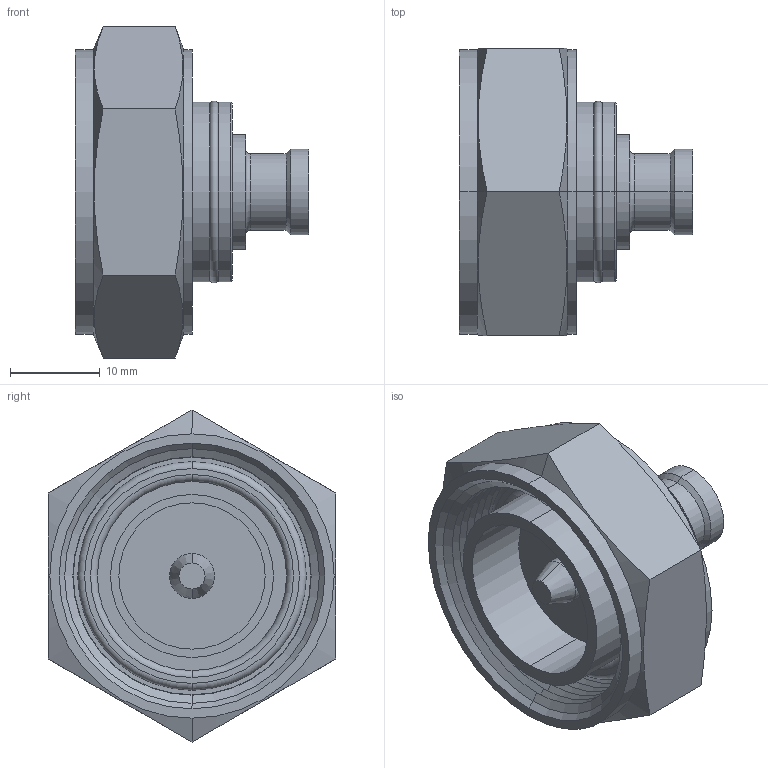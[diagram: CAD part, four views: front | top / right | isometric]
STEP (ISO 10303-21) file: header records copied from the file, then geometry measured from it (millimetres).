
FILE_DESCRIPTION (( 'STEP AP214' ), '1' );
FILE_NAME ('ADM-1P100.STEP', '2015-10-28T13:00:27', ( 'L-Com' ), ( 'L-Com Global Connectivity' ), 'SwSTEP 2.0', 'SolidWorks 2014', '' );
FILE_SCHEMA (( 'AUTOMOTIVE_DESIGN' ));
Length unit declared in the file: inch
Products named in the file (4): ADM-1P100; ADM-1P100-MA1; ADM-1P100-MA2; ADM-1P100-MA3
Assembly tree (3 placements, depth 2):
  ADM-1P100
    ADM-1P100-MA1
    ADM-1P100-MA2
    ADM-1P100-MA3
Bounding box: 25.9 x 31.95 x 36.9 mm (x, y, z)
Volume: 9229.9 mm3; surface area: 7183.3 mm2
Topology: 3 solids, 3 shells, 132 faces, 270 edges, 157 vertices
Faces by surface type: cylinder 46, cone 46, plane 26, torus 14
Entity records: 3756 total; most frequent: CARTESIAN_POINT 719, DIRECTION 682, ORIENTED_EDGE 536, AXIS2_PLACEMENT_3D 292, EDGE_CURVE 268, VERTEX_POINT 157, CIRCLE 154, EDGE_LOOP 153
